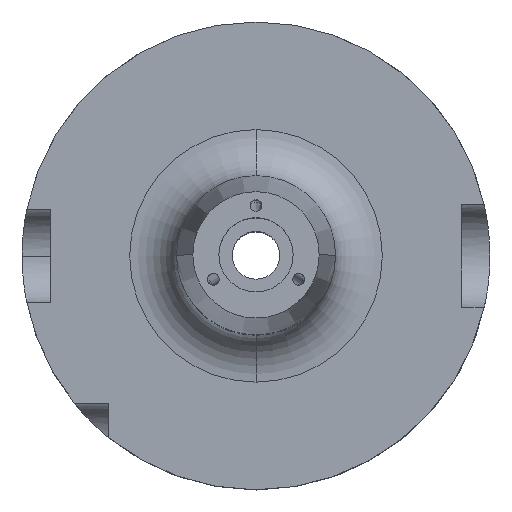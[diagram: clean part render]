
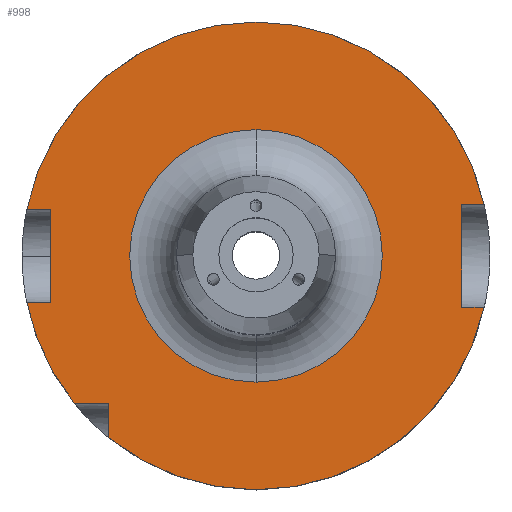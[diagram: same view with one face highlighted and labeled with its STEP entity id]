
A CAD part, top view. The second image highlights one B-rep face of the part: STEP entity #998.
In plain terms, the highlighted planar face has unit normal (0, 0, 1).
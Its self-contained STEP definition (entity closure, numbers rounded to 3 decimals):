
#40 = ORIENTED_EDGE ( 'NONE', *, *, #3214, .F. ) ;
#95 = DIRECTION ( 'NONE',  ( 0., -1., 0. ) ) ;
#130 = ORIENTED_EDGE ( 'NONE', *, *, #881, .F. ) ;
#141 = DIRECTION ( 'NONE',  ( 0., -1., 0. ) ) ;
#147 = DIRECTION ( 'NONE',  ( 0., 1., 0. ) ) ;
#174 = LINE ( 'NONE', #568, #3113 ) ;
#192 = VERTEX_POINT ( 'NONE', #1754 ) ;
#259 = CARTESIAN_POINT ( 'NONE',  ( 0., 0., 29. ) ) ;
#282 = EDGE_CURVE ( 'NONE', #2685, #3692, #1201, .T. ) ;
#340 = EDGE_CURVE ( 'NONE', #1315, #1970, #1888, .T. ) ;
#347 = DIRECTION ( 'NONE',  ( 1., 0., 0. ) ) ;
#385 = AXIS2_PLACEMENT_3D ( 'NONE', #1645, #3603, #1932 ) ;
#387 = DIRECTION ( 'NONE',  ( 0., -1., 0. ) ) ;
#396 = VERTEX_POINT ( 'NONE', #1937 ) ;
#414 = LINE ( 'NONE', #920, #3262 ) ;
#568 = CARTESIAN_POINT ( 'NONE',  ( 54., 11., 29. ) ) ;
#596 = CARTESIAN_POINT ( 'NONE',  ( 44., 11., 29. ) ) ;
#638 = CARTESIAN_POINT ( 'NONE',  ( -48.99, -10., 29. ) ) ;
#642 = VECTOR ( 'NONE', #2627, 1000. ) ;
#680 = CARTESIAN_POINT ( 'NONE',  ( 0., 0., 29. ) ) ;
#721 = CARTESIAN_POINT ( 'NONE',  ( 0., 0., 29. ) ) ;
#748 = CARTESIAN_POINT ( 'NONE',  ( 48.775, -11., 29. ) ) ;
#810 = EDGE_CURVE ( 'NONE', #1672, #192, #2078, .T. ) ;
#826 = AXIS2_PLACEMENT_3D ( 'NONE', #3556, #1880, #147 ) ;
#829 = CIRCLE ( 'NONE', #385, 50. ) ;
#859 = FACE_BOUND ( 'NONE', #2751, .T. ) ;
#881 = EDGE_CURVE ( 'NONE', #1866, #3489, #1227, .T. ) ;
#884 = ORIENTED_EDGE ( 'NONE', *, *, #3282, .F. ) ;
#920 = CARTESIAN_POINT ( 'NONE',  ( -31.5, 44., 29. ) ) ;
#968 = ORIENTED_EDGE ( 'NONE', *, *, #1775, .T. ) ;
#980 = DIRECTION ( 'NONE',  ( 0., -1., 0. ) ) ;
#998 = ADVANCED_FACE ( 'NONE', ( #859, #2411 ), #3504, .T. ) ;
#1018 = ORIENTED_EDGE ( 'NONE', *, *, #1707, .F. ) ;
#1026 = DIRECTION ( 'NONE',  ( 0., 1., 0. ) ) ;
#1041 = VERTEX_POINT ( 'NONE', #3433 ) ;
#1147 = DIRECTION ( 'NONE',  ( -1., 0., 0. ) ) ;
#1189 = ORIENTED_EDGE ( 'NONE', *, *, #2487, .F. ) ;
#1201 = CIRCLE ( 'NONE', #3022, 50. ) ;
#1227 = CIRCLE ( 'NONE', #826, 50. ) ;
#1249 = EDGE_CURVE ( 'NONE', #3692, #396, #414, .T. ) ;
#1293 = CIRCLE ( 'NONE', #2678, 27. ) ;
#1315 = VERTEX_POINT ( 'NONE', #596 ) ;
#1324 = VECTOR ( 'NONE', #387, 1000. ) ;
#1339 = LINE ( 'NONE', #1642, #1924 ) ;
#1341 = CARTESIAN_POINT ( 'NONE',  ( 0., -27., 29. ) ) ;
#1374 = LINE ( 'NONE', #3337, #2792 ) ;
#1440 = ORIENTED_EDGE ( 'NONE', *, *, #1249, .F. ) ;
#1454 = EDGE_CURVE ( 'NONE', #3188, #1672, #2744, .T. ) ;
#1506 = VERTEX_POINT ( 'NONE', #2111 ) ;
#1509 = CIRCLE ( 'NONE', #3169, 50. ) ;
#1568 = CARTESIAN_POINT ( 'NONE',  ( 48.775, 11., 29. ) ) ;
#1601 = ORIENTED_EDGE ( 'NONE', *, *, #3517, .T. ) ;
#1642 = CARTESIAN_POINT ( 'NONE',  ( -54., -10., 29. ) ) ;
#1645 = CARTESIAN_POINT ( 'NONE',  ( 0., 0., 29. ) ) ;
#1660 = CIRCLE ( 'NONE', #3462, 27. ) ;
#1672 = VERTEX_POINT ( 'NONE', #2197 ) ;
#1675 = CARTESIAN_POINT ( 'NONE',  ( 54., -11., 29. ) ) ;
#1699 = ORIENTED_EDGE ( 'NONE', *, *, #282, .F. ) ;
#1707 = EDGE_CURVE ( 'NONE', #3188, #1866, #829, .T. ) ;
#1754 = CARTESIAN_POINT ( 'NONE',  ( -44., -10., 29. ) ) ;
#1775 = EDGE_CURVE ( 'NONE', #2685, #1970, #2921, .T. ) ;
#1828 = DIRECTION ( 'NONE',  ( 0., 0., 1. ) ) ;
#1866 = VERTEX_POINT ( 'NONE', #2416 ) ;
#1876 = DIRECTION ( 'NONE',  ( 0., 0., -1. ) ) ;
#1880 = DIRECTION ( 'NONE',  ( 0., 0., -1. ) ) ;
#1888 = LINE ( 'NONE', #3086, #3284 ) ;
#1924 = VECTOR ( 'NONE', #3042, 1000. ) ;
#1932 = DIRECTION ( 'NONE',  ( 0., 1., 0. ) ) ;
#1937 = CARTESIAN_POINT ( 'NONE',  ( -31.5, -31.5, 29. ) ) ;
#1970 = VERTEX_POINT ( 'NONE', #3558 ) ;
#1985 = DIRECTION ( 'NONE',  ( 0., 0., -1. ) ) ;
#2074 = VECTOR ( 'NONE', #347, 1000. ) ;
#2078 = LINE ( 'NONE', #2413, #1324 ) ;
#2082 = EDGE_CURVE ( 'NONE', #396, #1041, #1374, .T. ) ;
#2093 = CARTESIAN_POINT ( 'NONE',  ( 0., 44., 29. ) ) ;
#2111 = CARTESIAN_POINT ( 'NONE',  ( 0., 27., 29. ) ) ;
#2197 = CARTESIAN_POINT ( 'NONE',  ( -44., 10., 29. ) ) ;
#2367 = DIRECTION ( 'NONE',  ( 0., 1., 0. ) ) ;
#2373 = CARTESIAN_POINT ( 'NONE',  ( -54., 10., 29. ) ) ;
#2411 = FACE_OUTER_BOUND ( 'NONE', #3627, .T. ) ;
#2413 = CARTESIAN_POINT ( 'NONE',  ( -44., -10., 29. ) ) ;
#2416 = CARTESIAN_POINT ( 'NONE',  ( 0., 50., 29. ) ) ;
#2487 = EDGE_CURVE ( 'NONE', #3489, #1315, #174, .T. ) ;
#2559 = VERTEX_POINT ( 'NONE', #638 ) ;
#2627 = DIRECTION ( 'NONE',  ( -1., 0., 0. ) ) ;
#2675 = CARTESIAN_POINT ( 'NONE',  ( -48.99, 10., 29. ) ) ;
#2678 = AXIS2_PLACEMENT_3D ( 'NONE', #680, #2687, #980 ) ;
#2685 = VERTEX_POINT ( 'NONE', #748 ) ;
#2687 = DIRECTION ( 'NONE',  ( 0., 0., -1. ) ) ;
#2729 = DIRECTION ( 'NONE',  ( 0., 0., -1. ) ) ;
#2744 = LINE ( 'NONE', #2373, #2074 ) ;
#2751 = EDGE_LOOP ( 'NONE', ( #1601, #3573 ) ) ;
#2792 = VECTOR ( 'NONE', #3615, 1000. ) ;
#2816 = DIRECTION ( 'NONE',  ( 0., -1., 0. ) ) ;
#2912 = EDGE_CURVE ( 'NONE', #1506, #3619, #1293, .T. ) ;
#2921 = LINE ( 'NONE', #1675, #642 ) ;
#3022 = AXIS2_PLACEMENT_3D ( 'NONE', #259, #1985, #3648 ) ;
#3042 = DIRECTION ( 'NONE',  ( 1., 0., 0. ) ) ;
#3086 = CARTESIAN_POINT ( 'NONE',  ( 44., -11., 29. ) ) ;
#3113 = VECTOR ( 'NONE', #1147, 1000. ) ;
#3114 = AXIS2_PLACEMENT_3D ( 'NONE', #2093, #1828, #95 ) ;
#3169 = AXIS2_PLACEMENT_3D ( 'NONE', #721, #2729, #1026 ) ;
#3188 = VERTEX_POINT ( 'NONE', #2675 ) ;
#3214 = EDGE_CURVE ( 'NONE', #1041, #2559, #1509, .T. ) ;
#3262 = VECTOR ( 'NONE', #2367, 1000. ) ;
#3282 = EDGE_CURVE ( 'NONE', #2559, #192, #1339, .T. ) ;
#3284 = VECTOR ( 'NONE', #2816, 1000. ) ;
#3337 = CARTESIAN_POINT ( 'NONE',  ( 0., -31.5, 29. ) ) ;
#3346 = ORIENTED_EDGE ( 'NONE', *, *, #1454, .T. ) ;
#3400 = CARTESIAN_POINT ( 'NONE',  ( -31.5, -38.83, 29. ) ) ;
#3416 = ORIENTED_EDGE ( 'NONE', *, *, #340, .F. ) ;
#3433 = CARTESIAN_POINT ( 'NONE',  ( -38.83, -31.5, 29. ) ) ;
#3450 = ORIENTED_EDGE ( 'NONE', *, *, #2082, .F. ) ;
#3462 = AXIS2_PLACEMENT_3D ( 'NONE', #3549, #1876, #141 ) ;
#3489 = VERTEX_POINT ( 'NONE', #1568 ) ;
#3504 = PLANE ( 'NONE',  #3114 ) ;
#3517 = EDGE_CURVE ( 'NONE', #3619, #1506, #1660, .T. ) ;
#3549 = CARTESIAN_POINT ( 'NONE',  ( 0., 0., 29. ) ) ;
#3556 = CARTESIAN_POINT ( 'NONE',  ( 0., 0., 29. ) ) ;
#3558 = CARTESIAN_POINT ( 'NONE',  ( 44., -11., 29. ) ) ;
#3566 = ORIENTED_EDGE ( 'NONE', *, *, #810, .T. ) ;
#3573 = ORIENTED_EDGE ( 'NONE', *, *, #2912, .T. ) ;
#3603 = DIRECTION ( 'NONE',  ( 0., 0., -1. ) ) ;
#3615 = DIRECTION ( 'NONE',  ( -1., 0., 0. ) ) ;
#3619 = VERTEX_POINT ( 'NONE', #1341 ) ;
#3627 = EDGE_LOOP ( 'NONE', ( #3346, #3566, #884, #40, #3450, #1440, #1699, #968, #3416, #1189, #130, #1018 ) ) ;
#3648 = DIRECTION ( 'NONE',  ( 0., 1., 0. ) ) ;
#3692 = VERTEX_POINT ( 'NONE', #3400 ) ;
